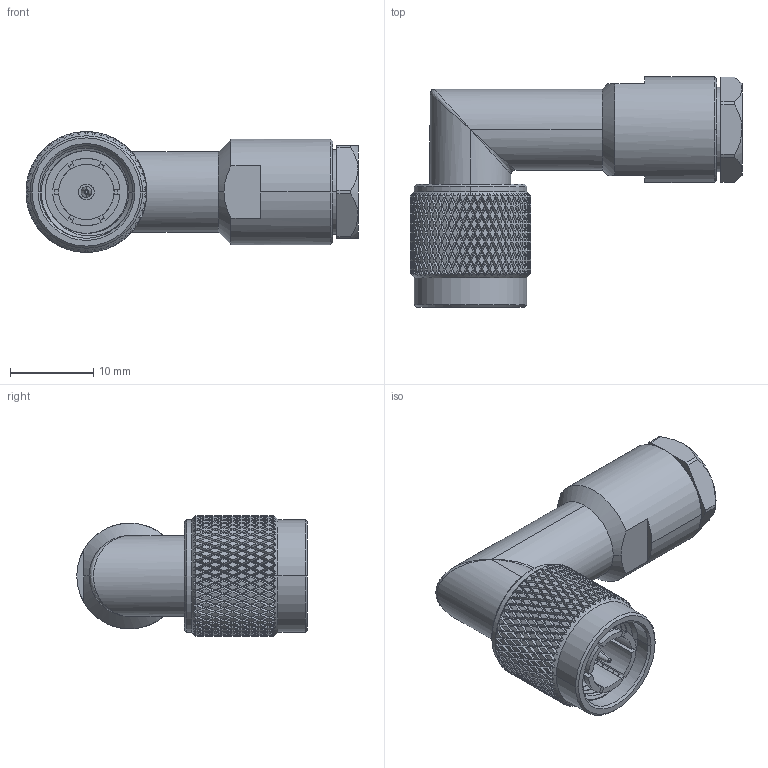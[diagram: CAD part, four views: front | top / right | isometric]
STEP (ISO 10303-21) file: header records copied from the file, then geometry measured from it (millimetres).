
FILE_DESCRIPTION (( 'STEP AP203' ), '1' );
FILE_NAME ('PE44171.step', '2019-05-29T14:37:09', ( '' ), ( '' ), 'SwSTEP 2.0', 'SolidWorks 2018', '' );
FILE_SCHEMA (( 'CONFIG_CONTROL_DESIGN' ));
Length unit declared in the file: inch
Products named in the file (1): PE44171
Bounding box: 39.87 x 27.66 x 14.5 mm (x, y, z)
Volume: 4879.2 mm3; surface area: 3636.1 mm2
Topology: 1 solids, 1 shells, 2640 faces, 5610 edges, 2976 vertices
Faces by surface type: bspline 2007, cylinder 554, plane 45, cone 34
Entity records: 101513 total; most frequent: CARTESIAN_POINT 67445, ORIENTED_EDGE 11212, EDGE_CURVE 5606, VERTEX_POINT 2976, EDGE_LOOP 2648, FACE_OUTER_BOUND 2640, ADVANCED_FACE 2640, B_SPLINE_CURVE_WITH_KNOTS 2272
